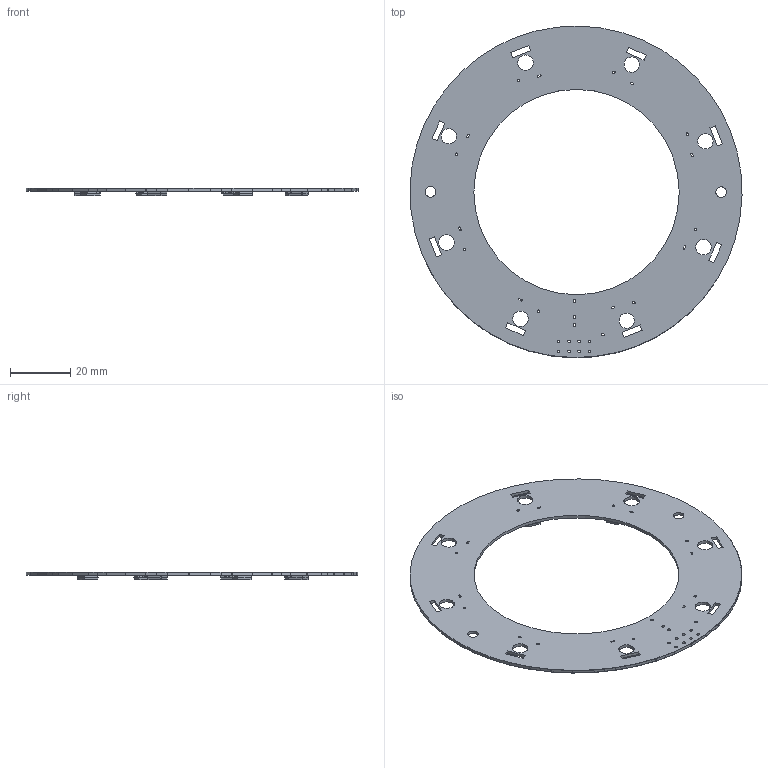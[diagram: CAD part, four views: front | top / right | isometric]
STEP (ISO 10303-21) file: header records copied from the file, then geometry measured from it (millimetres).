
FILE_DESCRIPTION(('Designed by EasyEDA Pro'),'2;1');
FILE_NAME('Open CASCADE Shape Model','2023-10-15T15:00:35',('Author'),( 'Open CASCADE'),'Open CASCADE STEP processor 7.6','Open CASCADE 7.6' ,'Unknown');
FILE_SCHEMA(('AUTOMOTIVE_DESIGN { 1 0 10303 214 1 1 1 1 }'));
Length unit declared in the file: millimetre
Products named in the file (22): PCBModel; COMPOUND; U2; LED-SMD_5050WS2812B; U3; U4; U8; U7; U6; U5; U1; C3; C0603; SOLID; C2; C1; C8; C7; C6; C5; C4
Assembly tree (35 placements, depth 4):
  PCBModel
    COMPOUND
    U2
      LED-SMD_5050WS2812B
        COMPOUND
    U3
      LED-SMD_5050WS2812B
        COMPOUND
    U4
      LED-SMD_5050WS2812B
        COMPOUND
    U8
      LED-SMD_5050WS2812B
        COMPOUND
    U7
      LED-SMD_5050WS2812B
        COMPOUND
    U6
      LED-SMD_5050WS2812B
        COMPOUND
    U5
      LED-SMD_5050WS2812B
        COMPOUND
    U1
      LED-SMD_5050WS2812B
        COMPOUND
    C3
      C0603
        SOLID
    C2
      C0603
        SOLID
    C1
      C0603
        SOLID
    C8
      C0603
        SOLID
    C7
      C0603
        SOLID
    C6
      C0603
        SOLID
    C5
      C0603
        SOLID
    C4
      C0603
        SOLID
Bounding box: 109.95 x 109.87 x 2.6 mm (x, y, z)
Volume: 5737.4 mm3; surface area: 13337.4 mm2
Topology: 26 solids, 26 shells, 6061 faces, 16467 edges, 10850 vertices
Faces by surface type: plane 3646, bspline 1792, cylinder 527, sphere 64, cone 32
Full cylindrical faces by diameter (mm): 0.8 x8, 0.914 x12, 3.5 x2, 5.1 x8, 68 x1
Entity records: 40679 total; most frequent: CARTESIAN_POINT 9929, ORIENTED_EDGE 5198, DIRECTION 3769, EDGE_CURVE 2599, LINE 1877, VECTOR 1877, VERTEX_POINT 1722, FACE_BOUND 1095
